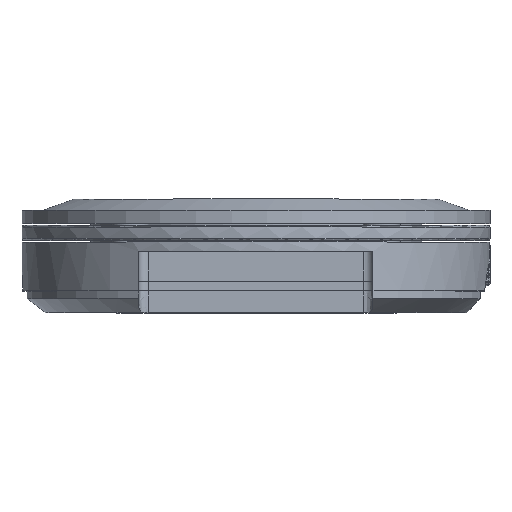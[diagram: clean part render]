
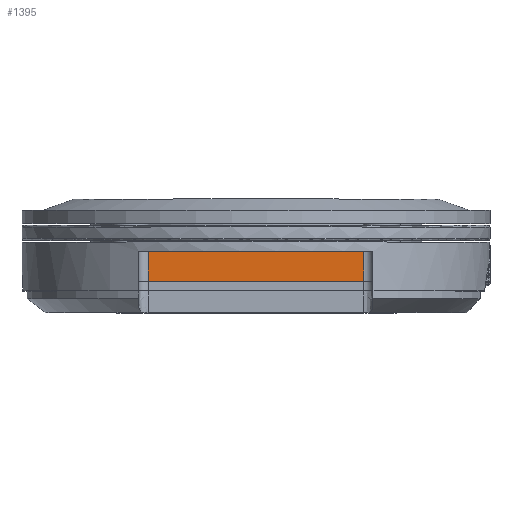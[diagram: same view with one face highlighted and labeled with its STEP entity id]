
A CAD part, top view. The second image highlights one B-rep face of the part: STEP entity #1395.
In plain terms, the highlighted free-form (B-spline) face has degree [1, 1] with [2, 2] control points.
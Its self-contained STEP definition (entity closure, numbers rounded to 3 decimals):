
#825 = VERTEX_POINT('',#826);
#826 = CARTESIAN_POINT('',(-6.802,-1.774,
    11.002));
#832 = EDGE_CURVE('',#825,#833,#835,.T.);
#833 = VERTEX_POINT('',#834);
#834 = CARTESIAN_POINT('',(-6.802,-3.667,
    11.002));
#835 = B_SPLINE_CURVE_WITH_KNOTS('',1,(#836,#837),.UNSPECIFIED.,.F.,.F.,
  (2,2),(0.,1.6),.PIECEWISE_BEZIER_KNOTS.);
#836 = CARTESIAN_POINT('',(-6.802,-1.774,
    11.002));
#837 = CARTESIAN_POINT('',(-6.802,-3.667,
    11.002));
#1030 = VERTEX_POINT('',#1031);
#1031 = CARTESIAN_POINT('',(6.802,-1.774,
    11.002));
#1039 = EDGE_CURVE('',#1030,#825,#1040,.T.);
#1040 = B_SPLINE_CURVE_WITH_KNOTS('',1,(#1041,#1042),.UNSPECIFIED.,.F.,
  .F.,(2,2),(0.,11.5),.PIECEWISE_BEZIER_KNOTS.);
#1041 = CARTESIAN_POINT('',(6.802,-1.774,
    11.002));
#1042 = CARTESIAN_POINT('',(-6.802,-1.774,
    11.002));
#1308 = EDGE_CURVE('',#1309,#833,#1311,.T.);
#1309 = VERTEX_POINT('',#1310);
#1310 = CARTESIAN_POINT('',(6.802,-3.667,
    11.002));
#1311 = B_SPLINE_CURVE_WITH_KNOTS('',1,(#1312,#1313),.UNSPECIFIED.,.F.,
  .F.,(2,2),(0.,11.5),.PIECEWISE_BEZIER_KNOTS.);
#1312 = CARTESIAN_POINT('',(6.802,-3.667,
    11.002));
#1313 = CARTESIAN_POINT('',(-6.802,-3.667,
    11.002));
#1395 = ADVANCED_FACE('',(#1396),#1406,.T.);
#1396 = FACE_BOUND('',#1397,.F.);
#1397 = EDGE_LOOP('',(#1398,#1403,#1404,#1405));
#1398 = ORIENTED_EDGE('',*,*,#1399,.T.);
#1399 = EDGE_CURVE('',#1030,#1309,#1400,.T.);
#1400 = B_SPLINE_CURVE_WITH_KNOTS('',1,(#1401,#1402),.UNSPECIFIED.,.F.,
  .F.,(2,2),(0.,1.6),.PIECEWISE_BEZIER_KNOTS.);
#1401 = CARTESIAN_POINT('',(6.802,-1.774,
    11.002));
#1402 = CARTESIAN_POINT('',(6.802,-3.667,
    11.002));
#1403 = ORIENTED_EDGE('',*,*,#1308,.T.);
#1404 = ORIENTED_EDGE('',*,*,#832,.F.);
#1405 = ORIENTED_EDGE('',*,*,#1039,.F.);
#1406 = B_SPLINE_SURFACE_WITH_KNOTS('',1,1,(
    (#1407,#1408)
    ,(#1409,#1410
    )),.UNSPECIFIED.,.F.,.F.,.F.,(2,2),(2,2),(0.5,12.),(0.,1.6),
  .PIECEWISE_BEZIER_KNOTS.);
#1407 = CARTESIAN_POINT('',(6.802,-1.774,
    11.002));
#1408 = CARTESIAN_POINT('',(6.802,-3.667,
    11.002));
#1409 = CARTESIAN_POINT('',(-6.802,-1.774,
    11.002));
#1410 = CARTESIAN_POINT('',(-6.802,-3.667,
    11.002));
